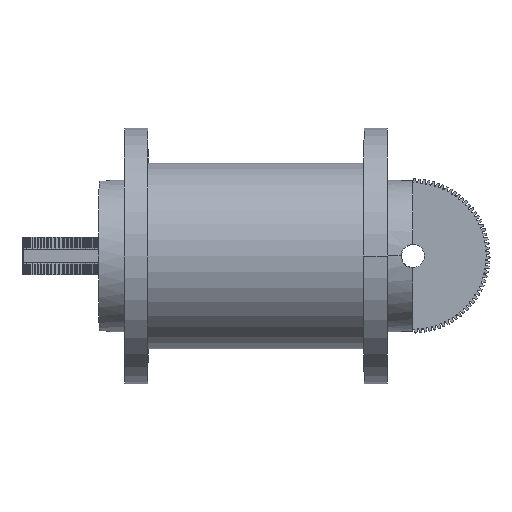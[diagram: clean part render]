
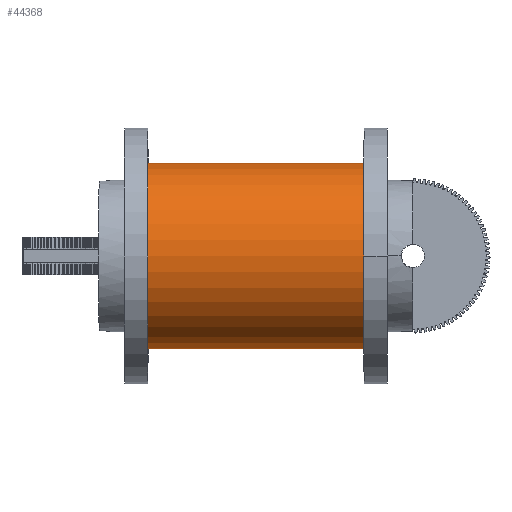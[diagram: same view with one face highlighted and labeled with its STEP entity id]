
A CAD part, left-side view. The second image highlights one B-rep face of the part: STEP entity #44368.
In plain terms, the highlighted cylindrical face has radius 40 mm (diameter 80 mm), a partial arc.
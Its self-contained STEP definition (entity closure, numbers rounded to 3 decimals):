
#11492=CARTESIAN_POINT('',(-0.037,-21.,0.));
#11493=DIRECTION('',(0.002,1.,0.));
#11494=DIRECTION('',(0.,0.,-1.));
#11495=AXIS2_PLACEMENT_3D('',#11492,#11493,#11494);
#11614=CARTESIAN_POINT('',(-0.199,-114.,0.));
#11615=DIRECTION('',(-0.002,-1.,0.));
#11616=DIRECTION('',(0.,0.,1.));
#11617=AXIS2_PLACEMENT_3D('',#11614,#11615,#11616);
#23391=DIRECTION('',(0.002,1.,0.));
#23392=VECTOR('',#23391,93.);
#23393=CARTESIAN_POINT('',(-0.199,-114.,40.));
#23394=LINE('',#23393,#23392);
#23395=DIRECTION('',(-0.002,-1.,0.));
#23396=VECTOR('',#23395,93.);
#23397=CARTESIAN_POINT('',(-0.037,-21.,-40.));
#23398=LINE('',#23397,#23396);
#26308=CARTESIAN_POINT('',(-0.037,-21.,-40.));
#26309=CARTESIAN_POINT('',(-0.037,-21.,40.));
#26310=VERTEX_POINT('',#26308);
#26311=VERTEX_POINT('',#26309);
#29193=CARTESIAN_POINT('',(-0.199,-114.,40.));
#29194=CARTESIAN_POINT('',(-0.199,-114.,-40.));
#29195=VERTEX_POINT('',#29193);
#29196=VERTEX_POINT('',#29194);
#44354=CARTESIAN_POINT('',(-0.033,-19.14,0.));
#44355=DIRECTION('',(-0.002,-1.,0.));
#44356=DIRECTION('',(0.,0.,1.));
#44357=AXIS2_PLACEMENT_3D('',#44354,#44355,#44356);
#44358=CYLINDRICAL_SURFACE('',#44357,40.);
#44360=ORIENTED_EDGE('',*,*,#44359,.T.);
#44362=ORIENTED_EDGE('',*,*,#44361,.F.);
#44363=ORIENTED_EDGE('',*,*,#43983,.T.);
#44365=ORIENTED_EDGE('',*,*,#44364,.F.);
#44366=EDGE_LOOP('',(#44360,#44362,#44363,#44365));
#44367=FACE_OUTER_BOUND('',#44366,.F.);
#44368=ADVANCED_FACE('',(#44367),#44358,.T.);
#11496=CIRCLE('',#11495,40.);
#11618=CIRCLE('',#11617,40.);
#43983=EDGE_CURVE('',#26310,#26311,#11496,.T.);
#44359=EDGE_CURVE('',#29195,#29196,#11618,.T.);
#44361=EDGE_CURVE('',#26310,#29196,#23398,.T.);
#44364=EDGE_CURVE('',#29195,#26311,#23394,.T.);
